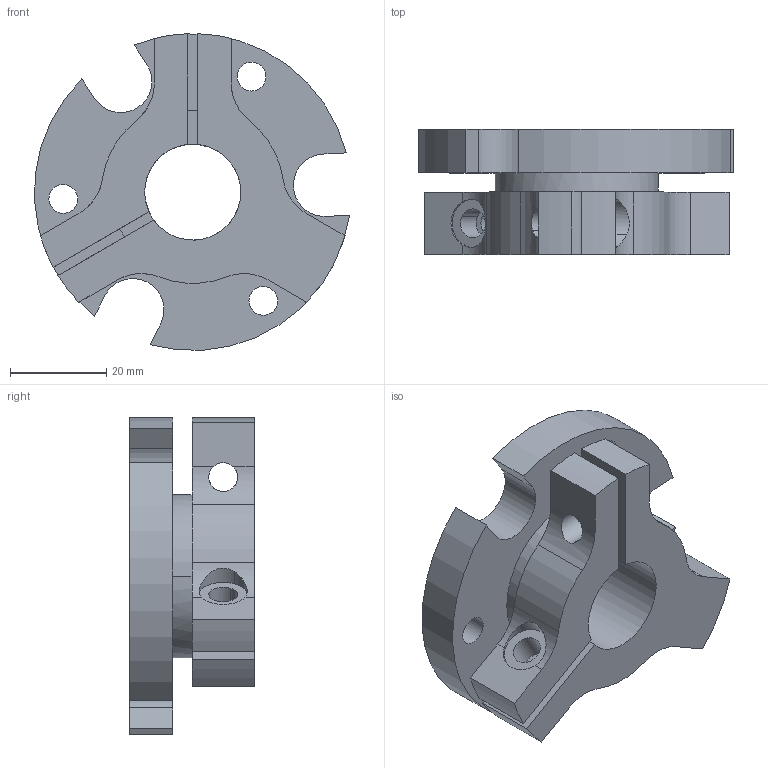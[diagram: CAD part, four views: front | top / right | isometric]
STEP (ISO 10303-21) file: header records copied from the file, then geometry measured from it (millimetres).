
FILE_DESCRIPTION(('CoCreate Modeling STEP Export'),'2;1');
FILE_NAME('m29.stp','2011-05-24T11:29:37',(''),(''),'CoCreate Modeling STEP processor for AP214 (Solid Model)','CoCreate Modeling 18.0P1120 20-Nov-2010 (C) Parametric Technology GmbH','');
FILE_SCHEMA(('AUTOMOTIVE_DESIGN { 1 0 10303 214 1 1 1 1 }'));
Length unit declared in the file: millimetre
Products named in the file (1): BODY_21____SOL10133_-_WSP_TABLE.PRT
Bounding box: 65.6 x 26 x 65.91 mm (x, y, z)
Volume: 43662.5 mm3; surface area: 15956.7 mm2
Topology: 1 solids, 1 shells, 68 faces, 205 edges, 137 vertices
Faces by surface type: cylinder 42, plane 26
Entity records: 2367 total; most frequent: CARTESIAN_POINT 502, ORIENTED_EDGE 410, DIRECTION 374, EDGE_CURVE 205, AXIS2_PLACEMENT_3D 137, VERTEX_POINT 137, VECTOR 100, LINE 100
